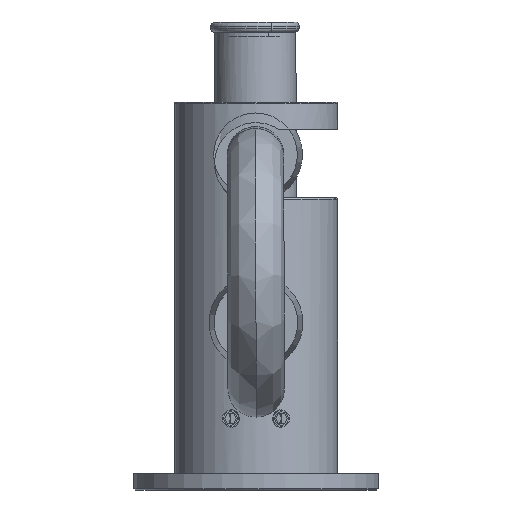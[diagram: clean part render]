
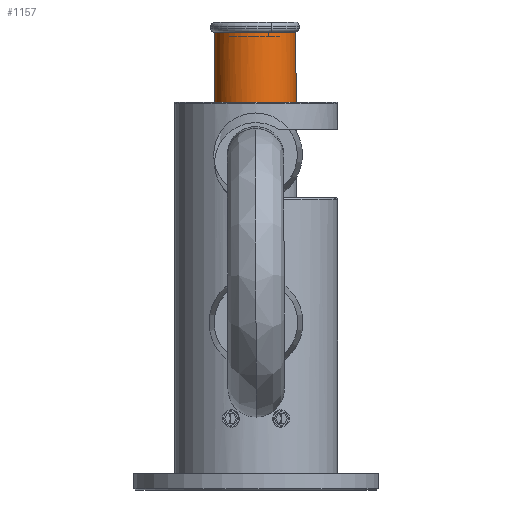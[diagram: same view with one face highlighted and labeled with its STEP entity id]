
A CAD part, front view. The second image highlights one B-rep face of the part: STEP entity #1157.
In plain terms, the highlighted cylindrical face has radius 10 mm (diameter 20 mm), a partial arc.
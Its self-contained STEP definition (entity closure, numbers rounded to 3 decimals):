
#246 = ORIENTED_EDGE ( 'NONE', *, *, #320, .T. ) ;
#320 = EDGE_CURVE ( 'NONE', #4697, #9327, #6978, .T. ) ;
#1106 = CARTESIAN_POINT ( 'NONE',  ( 0., 20.75, 10. ) ) ;
#1157 = ADVANCED_FACE ( 'NONE', ( #5980 ), #13130, .T. ) ;
#2145 = AXIS2_PLACEMENT_3D ( 'NONE', #3594, #3514, #10998 ) ;
#2756 = CARTESIAN_POINT ( 'NONE',  ( 0., 20.75, 10. ) ) ;
#2999 = CARTESIAN_POINT ( 'NONE',  ( 0., 50.75, 0. ) ) ;
#3514 = DIRECTION ( 'NONE',  ( 0., -1., 0. ) ) ;
#3594 = CARTESIAN_POINT ( 'NONE',  ( 0., 50.75, 0. ) ) ;
#4251 = VECTOR ( 'NONE', #10574, 1000. ) ;
#4697 = VERTEX_POINT ( 'NONE', #10809 ) ;
#5980 = FACE_OUTER_BOUND ( 'NONE', #7119, .T. ) ;
#6978 = LINE ( 'NONE', #11762, #4251 ) ;
#7015 = VERTEX_POINT ( 'NONE', #14678 ) ;
#7119 = EDGE_LOOP ( 'NONE', ( #14005, #11802, #246, #9934 ) ) ;
#7340 = VERTEX_POINT ( 'NONE', #2756 ) ;
#7919 = DIRECTION ( 'NONE',  ( 0., -1., 0. ) ) ;
#8728 = CARTESIAN_POINT ( 'NONE',  ( -20., 40.75, 10. ) ) ;
#9327 = VERTEX_POINT ( 'NONE', #9461 ) ;
#9461 = CARTESIAN_POINT ( 'NONE',  ( 0., 20.75, -10. ) ) ;
#9860 = CARTESIAN_POINT ( 'NONE',  ( -20., 40.75, -10. ) ) ;
#9934 = ORIENTED_EDGE ( 'NONE', *, *, #11797, .T. ) ;
#10185 =( BOUNDED_CURVE ( )  B_SPLINE_CURVE ( 3, ( #10972, #9860, #8728, #1106 ),
 .UNSPECIFIED., .F., .F. ) 
 B_SPLINE_CURVE_WITH_KNOTS ( ( 4, 4 ),
 ( 4.712, 7.854 ),
 .UNSPECIFIED. ) 
 CURVE ( )  GEOMETRIC_REPRESENTATION_ITEM ( )  RATIONAL_B_SPLINE_CURVE ( ( 1., 0.333, 0.333, 1. ) ) 
 REPRESENTATION_ITEM ( '' )  );
#10574 = DIRECTION ( 'NONE',  ( 0., -1., 0. ) ) ;
#10809 = CARTESIAN_POINT ( 'NONE',  ( 0., 50.75, -10. ) ) ;
#10972 = CARTESIAN_POINT ( 'NONE',  ( 0., 20.75, -10. ) ) ;
#10998 = DIRECTION ( 'NONE',  ( 0., 0., -1. ) ) ;
#11037 = VECTOR ( 'NONE', #7919, 1000. ) ;
#11762 = CARTESIAN_POINT ( 'NONE',  ( 0., 50.75, -10. ) ) ;
#11797 = EDGE_CURVE ( 'NONE', #9327, #7340, #10185, .T. ) ;
#11802 = ORIENTED_EDGE ( 'NONE', *, *, #15058, .F. ) ;
#12395 = EDGE_CURVE ( 'NONE', #7015, #7340, #14035, .T. ) ;
#13080 = CIRCLE ( 'NONE', #13856, 10. ) ;
#13130 = CYLINDRICAL_SURFACE ( 'NONE', #2145, 10. ) ;
#13856 = AXIS2_PLACEMENT_3D ( 'NONE', #2999, #14906, #15069 ) ;
#14005 = ORIENTED_EDGE ( 'NONE', *, *, #12395, .F. ) ;
#14035 = LINE ( 'NONE', #15230, #11037 ) ;
#14678 = CARTESIAN_POINT ( 'NONE',  ( 0., 50.75, 10. ) ) ;
#14906 = DIRECTION ( 'NONE',  ( 0., 1., 0. ) ) ;
#15058 = EDGE_CURVE ( 'NONE', #4697, #7015, #13080, .T. ) ;
#15069 = DIRECTION ( 'NONE',  ( 0., 0., 1. ) ) ;
#15230 = CARTESIAN_POINT ( 'NONE',  ( 0., 50.75, 10. ) ) ;
